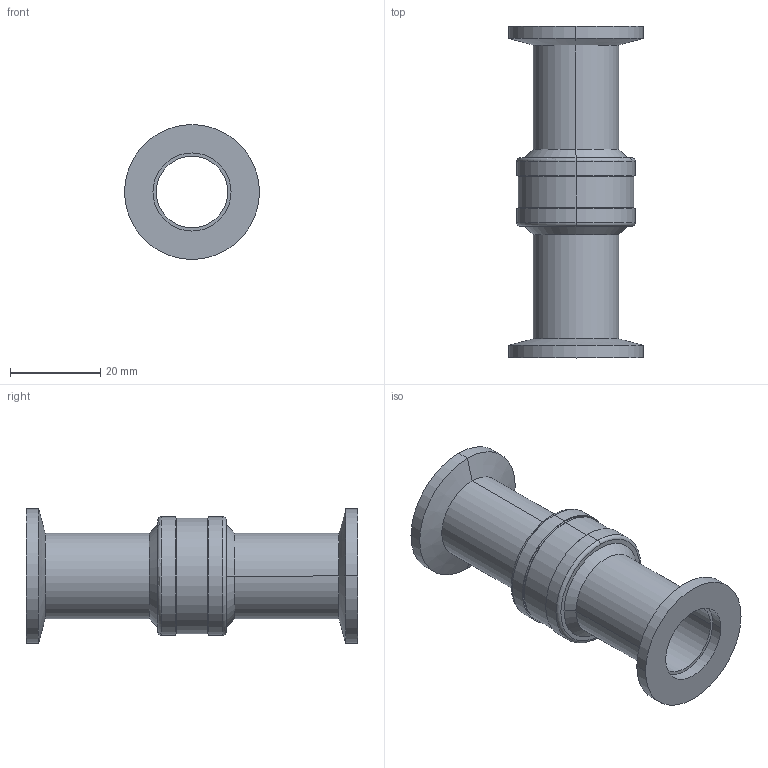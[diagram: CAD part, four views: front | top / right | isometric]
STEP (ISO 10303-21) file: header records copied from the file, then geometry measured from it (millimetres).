
FILE_DESCRIPTION (( 'STEP AP203' ), '1' );
FILE_NAME ('A7823-1-QF.STEP', '2013-11-06T12:20:55', ( '' ), ( '' ), 'SwSTEP 2.0', 'SolidWorks 2012', '' );
FILE_SCHEMA (( 'CONFIG_CONTROL_DESIGN' ));
Length unit declared in the file: inch
Products named in the file (1): A7823-1-QF
Bounding box: 29.97 x 73.66 x 29.97 mm (x, y, z)
Volume: 10132.3 mm3; surface area: 13268.3 mm2
Topology: 1 solids, 1 shells, 92 faces, 196 edges, 120 vertices
Faces by surface type: cylinder 48, cone 20, plane 16, torus 8
Entity records: 2994 total; most frequent: CARTESIAN_POINT 820, DIRECTION 502, ORIENTED_EDGE 392, AXIS2_PLACEMENT_3D 217, EDGE_CURVE 196, CIRCLE 124, VERTEX_POINT 120, EDGE_LOOP 108
